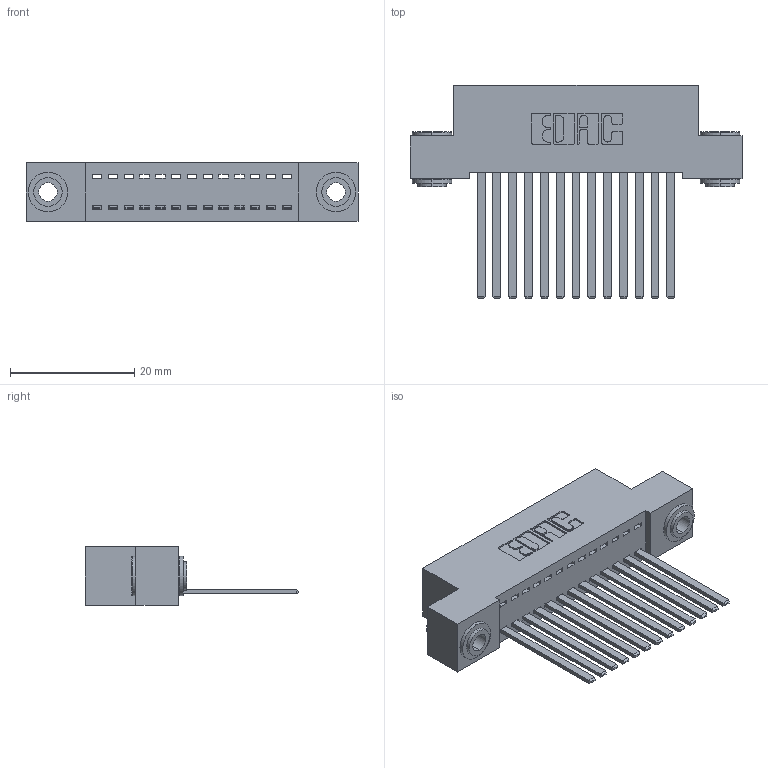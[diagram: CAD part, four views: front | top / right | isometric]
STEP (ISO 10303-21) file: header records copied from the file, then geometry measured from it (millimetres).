
FILE_DESCRIPTION (( 'STEP AP203' ), '1' );
FILE_NAME ('342-013-544-103.STEP', '2019-10-01T16:11:28', ( '' ), ( '' ), 'SwSTEP 2.0', 'SolidWorks 2016', '' );
FILE_SCHEMA (( 'CONFIG_CONTROL_DESIGN' ));
Length unit declared in the file: inch
Products named in the file (4): 342-013-544-103; 342 Part_.156 TH; 345-292-001_345-293-144; 342-250-002_345-250-002-102
Assembly tree (16 placements, depth 2):
  342-013-544-103
    342 Part_.156 TH
    345-292-001_345-293-144  x13
    342-250-002_345-250-002-102  x2
Bounding box: 53.34 x 34.3 x 9.4 mm (x, y, z)
Volume: 4743.4 mm3; surface area: 7078.7 mm2
Topology: 16 solids, 16 shells, 824 faces, 2429 edges, 1598 vertices
Faces by surface type: plane 570, cylinder 246, cone 8
Entity records: 12032 total; most frequent: CARTESIAN_POINT 2056, ORIENTED_EDGE 1998, DIRECTION 1823, EDGE_CURVE 999, VECTOR 851, LINE 851, VERTEX_POINT 662, AXIS2_PLACEMENT_3D 486
